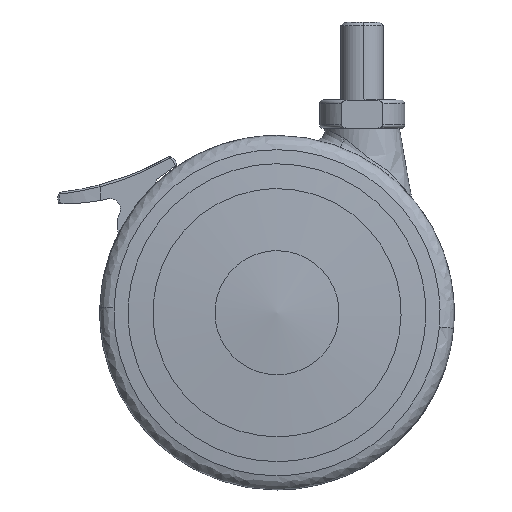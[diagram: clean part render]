
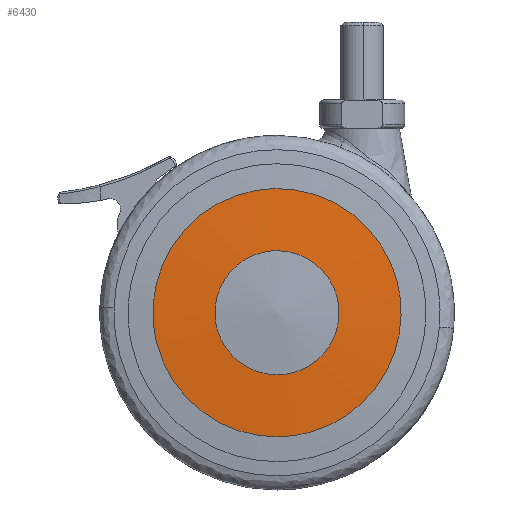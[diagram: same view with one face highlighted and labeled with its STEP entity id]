
A CAD part, front view. The second image highlights one B-rep face of the part: STEP entity #6430.
In plain terms, the highlighted free-form (B-spline) face has degree [2, 2] with [4, 4] control points.
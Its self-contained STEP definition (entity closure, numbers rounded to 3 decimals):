
#4934=CARTESIAN_POINT('',(17.378,-30.5,2.066));
#4935=VERTEX_POINT('',#4934);
#4936=CARTESIAN_POINT('',(0.0,-30.5,-17.5));
#4937=VERTEX_POINT('',#4936);
#4938=CARTESIAN_POINT('',(17.378,-30.5,2.066));
#4939=CARTESIAN_POINT('',(17.5,-30.5,1.036));
#4940=CARTESIAN_POINT('',(17.5,-30.5,0.));
#4941=CARTESIAN_POINT('',(17.5,-30.5,-17.5));
#4942=CARTESIAN_POINT('',(0.0,-30.5,-17.5));
#4950=(BOUNDED_CURVE()B_SPLINE_CURVE(2,(#4938,#4939,#4940,#4941,#4942),.UNSPECIFIED.,.F.,.U.)B_SPLINE_CURVE_WITH_KNOTS((3,2,3),(0.23,0.25,0.5),.UNSPECIFIED.)CURVE()GEOMETRIC_REPRESENTATION_ITEM()RATIONAL_B_SPLINE_CURVE((0.956,0.976,1.0,0.707,1.0))REPRESENTATION_ITEM(''));
#4951=EDGE_CURVE('',#4935,#4937,#4950,.T.);
#4992=CARTESIAN_POINT('',(-17.467,-30.5,-1.068));
#4993=VERTEX_POINT('',#4992);
#4999=CARTESIAN_POINT('',(0.0,-30.5,-17.5));
#5000=CARTESIAN_POINT('',(-16.462,-30.5,-17.5));
#5001=CARTESIAN_POINT('',(-17.467,-30.5,-1.068));
#5009=(BOUNDED_CURVE()B_SPLINE_CURVE(2,(#4999,#5000,#5001),.UNSPECIFIED.,.F.,.U.)B_SPLINE_CURVE_WITH_KNOTS((3,3),(0.5,0.739),.UNSPECIFIED.)CURVE()GEOMETRIC_REPRESENTATION_ITEM()RATIONAL_B_SPLINE_CURVE((1.0,0.72,0.976))REPRESENTATION_ITEM(''));
#5010=EDGE_CURVE('',#4937,#4993,#5009,.T.);
#5033=CARTESIAN_POINT('',(0.0,-30.5,17.5));
#5034=VERTEX_POINT('',#5033);
#5035=CARTESIAN_POINT('',(0.0,-30.5,17.5));
#5036=CARTESIAN_POINT('',(15.543,-30.5,17.5));
#5037=CARTESIAN_POINT('',(17.378,-30.5,2.066));
#5045=(BOUNDED_CURVE()B_SPLINE_CURVE(2,(#5035,#5036,#5037),.UNSPECIFIED.,.F.,.U.)B_SPLINE_CURVE_WITH_KNOTS((3,3),(0.0,0.23),.UNSPECIFIED.)CURVE()GEOMETRIC_REPRESENTATION_ITEM()RATIONAL_B_SPLINE_CURVE((1.0,0.731,0.956))REPRESENTATION_ITEM(''));
#5046=EDGE_CURVE('',#5034,#4935,#5045,.T.);
#5048=CARTESIAN_POINT('',(-17.467,-30.5,-1.068));
#5049=CARTESIAN_POINT('',(-17.5,-30.5,-0.535));
#5050=CARTESIAN_POINT('',(-17.5,-30.5,0.));
#5051=CARTESIAN_POINT('',(-17.5,-30.5,17.5));
#5052=CARTESIAN_POINT('',(0.0,-30.5,17.5));
#5060=(BOUNDED_CURVE()B_SPLINE_CURVE(2,(#5048,#5049,#5050,#5051,#5052),.UNSPECIFIED.,.F.,.U.)B_SPLINE_CURVE_WITH_KNOTS((3,2,3),(0.739,0.75,1.0),.UNSPECIFIED.)CURVE()GEOMETRIC_REPRESENTATION_ITEM()RATIONAL_B_SPLINE_CURVE((0.976,0.988,1.0,0.707,1.0))REPRESENTATION_ITEM(''));
#5061=EDGE_CURVE('',#4993,#5034,#5060,.T.);
#5120=CARTESIAN_POINT('',(34.755,-29.429,4.131));
#5121=VERTEX_POINT('',#5120);
#5122=CARTESIAN_POINT('',(0.0,-29.429,-35.0));
#5123=VERTEX_POINT('',#5122);
#5124=CARTESIAN_POINT('',(34.755,-29.429,4.131));
#5125=CARTESIAN_POINT('',(35.,-29.429,2.073));
#5126=CARTESIAN_POINT('',(35.0,-29.429,0.0));
#5127=CARTESIAN_POINT('',(35.,-29.429,-35.));
#5128=CARTESIAN_POINT('',(0.0,-29.429,-35.0));
#5136=(BOUNDED_CURVE()B_SPLINE_CURVE(2,(#5124,#5125,#5126,#5127,#5128),.UNSPECIFIED.,.F.,.U.)B_SPLINE_CURVE_WITH_KNOTS((3,2,3),(0.23,0.25,0.5),.UNSPECIFIED.)CURVE()GEOMETRIC_REPRESENTATION_ITEM()RATIONAL_B_SPLINE_CURVE((0.956,0.976,1.0,0.707,1.0))REPRESENTATION_ITEM(''));
#5137=EDGE_CURVE('',#5121,#5123,#5136,.T.);
#5139=CARTESIAN_POINT('',(-34.935,-29.429,-2.137));
#5140=VERTEX_POINT('',#5139);
#5141=CARTESIAN_POINT('',(0.0,-29.429,-35.0));
#5142=CARTESIAN_POINT('',(-32.925,-29.429,-35.));
#5143=CARTESIAN_POINT('',(-34.935,-29.429,-2.137));
#5151=(BOUNDED_CURVE()B_SPLINE_CURVE(2,(#5141,#5142,#5143),.UNSPECIFIED.,.F.,.U.)B_SPLINE_CURVE_WITH_KNOTS((3,3),(0.5,0.739),.UNSPECIFIED.)CURVE()GEOMETRIC_REPRESENTATION_ITEM()RATIONAL_B_SPLINE_CURVE((1.0,0.72,0.976))REPRESENTATION_ITEM(''));
#5152=EDGE_CURVE('',#5123,#5140,#5151,.T.);
#5219=CARTESIAN_POINT('',(0.0,-29.429,35.0));
#5220=VERTEX_POINT('',#5219);
#5221=CARTESIAN_POINT('',(0.0,-29.429,35.0));
#5222=CARTESIAN_POINT('',(31.086,-29.429,35.0));
#5223=CARTESIAN_POINT('',(34.755,-29.429,4.131));
#5231=(BOUNDED_CURVE()B_SPLINE_CURVE(2,(#5221,#5222,#5223),.UNSPECIFIED.,.F.,.U.)B_SPLINE_CURVE_WITH_KNOTS((3,3),(0.0,0.23),.UNSPECIFIED.)CURVE()GEOMETRIC_REPRESENTATION_ITEM()RATIONAL_B_SPLINE_CURVE((1.0,0.731,0.956))REPRESENTATION_ITEM(''));
#5232=EDGE_CURVE('',#5220,#5121,#5231,.T.);
#5266=CARTESIAN_POINT('',(-34.935,-29.429,-2.137));
#5267=CARTESIAN_POINT('',(-35.,-29.429,-1.069));
#5268=CARTESIAN_POINT('',(-35.0,-29.429,0.0));
#5269=CARTESIAN_POINT('',(-35.,-29.429,35.));
#5270=CARTESIAN_POINT('',(0.0,-29.429,35.0));
#5278=(BOUNDED_CURVE()B_SPLINE_CURVE(2,(#5266,#5267,#5268,#5269,#5270),.UNSPECIFIED.,.F.,.U.)B_SPLINE_CURVE_WITH_KNOTS((3,2,3),(0.739,0.75,1.0),.UNSPECIFIED.)CURVE()GEOMETRIC_REPRESENTATION_ITEM()RATIONAL_B_SPLINE_CURVE((0.976,0.988,1.0,0.707,1.0))REPRESENTATION_ITEM(''));
#5279=EDGE_CURVE('',#5140,#5220,#5278,.T.);
#6394=CARTESIAN_POINT('',(-38.405,-27.412,-38.406));
#6395=CARTESIAN_POINT('',(-19.241,-29.131,-38.483));
#6396=CARTESIAN_POINT('',(19.241,-29.131,-38.483));
#6397=CARTESIAN_POINT('',(38.405,-27.412,-38.406));
#6398=CARTESIAN_POINT('',(-38.482,-29.131,-19.242));
#6399=CARTESIAN_POINT('',(-19.28,-30.856,-19.28));
#6400=CARTESIAN_POINT('',(19.28,-30.856,-19.28));
#6401=CARTESIAN_POINT('',(38.482,-29.131,-19.242));
#6402=CARTESIAN_POINT('',(-38.482,-29.131,19.242));
#6403=CARTESIAN_POINT('',(-19.28,-30.856,19.28));
#6404=CARTESIAN_POINT('',(19.28,-30.856,19.28));
#6405=CARTESIAN_POINT('',(38.482,-29.131,19.242));
#6406=CARTESIAN_POINT('',(-38.405,-27.412,38.406));
#6407=CARTESIAN_POINT('',(-19.241,-29.131,38.483));
#6408=CARTESIAN_POINT('',(19.241,-29.131,38.483));
#6409=CARTESIAN_POINT('',(38.405,-27.412,38.406));
#6417=(BOUNDED_SURFACE()B_SPLINE_SURFACE(2,2,((#6394,#6398,#6402,#6406),(#6395,#6399,#6403,#6407),(#6396,#6400,#6404,#6408),(#6397,#6401,#6405,#6409)),.UNSPECIFIED.,.F.,.F.,.U.)B_SPLINE_SURFACE_WITH_KNOTS((3,1,3),(3,1,3),(153.108,190.695,228.282),(153.107,190.695,228.283),.UNSPECIFIED.)GEOMETRIC_REPRESENTATION_ITEM()RATIONAL_B_SPLINE_SURFACE(((1.004,1.002,1.002,1.004),(1.002,1.0,1.0,1.002),(1.002,1.0,1.0,1.002),(1.004,1.002,1.002,1.004)))REPRESENTATION_ITEM('')SURFACE());
#6418=ORIENTED_EDGE('',*,*,#5279,.F.);
#6419=ORIENTED_EDGE('',*,*,#5152,.F.);
#6420=ORIENTED_EDGE('',*,*,#5137,.F.);
#6421=ORIENTED_EDGE('',*,*,#5232,.F.);
#6422=EDGE_LOOP('',(#6418,#6419,#6420,#6421));
#6423=FACE_OUTER_BOUND('',#6422,.T.);
#6424=ORIENTED_EDGE('',*,*,#5010,.T.);
#6425=ORIENTED_EDGE('',*,*,#5061,.T.);
#6426=ORIENTED_EDGE('',*,*,#5046,.T.);
#6427=ORIENTED_EDGE('',*,*,#4951,.T.);
#6428=EDGE_LOOP('',(#6424,#6425,#6426,#6427));
#6429=FACE_BOUND('',#6428,.T.);
#6430=ADVANCED_FACE('',(#6423,#6429),#6417,.T.);
